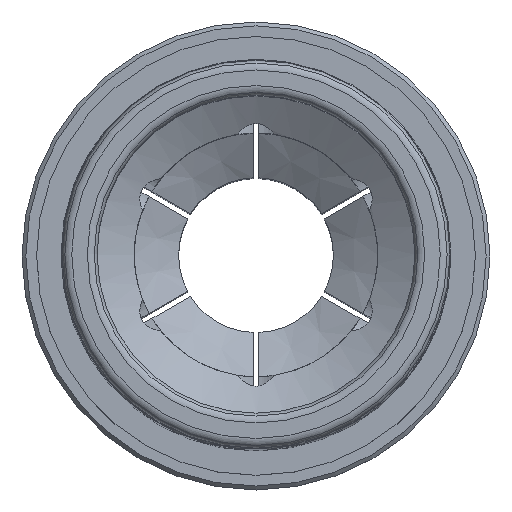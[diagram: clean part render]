
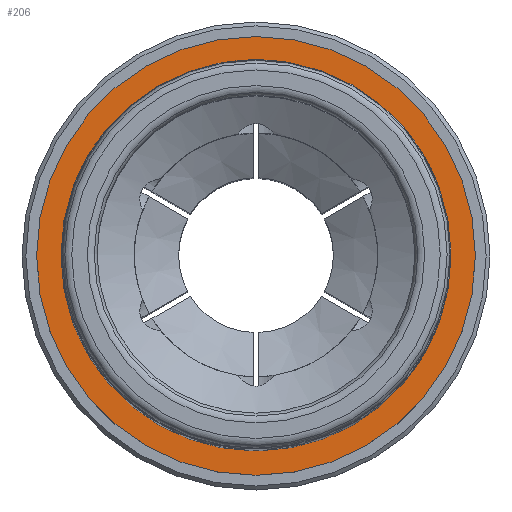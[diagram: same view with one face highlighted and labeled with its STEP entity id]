
A CAD part, top view. The second image highlights one B-rep face of the part: STEP entity #206.
In plain terms, the highlighted planar face has unit normal (0, 0, 1).
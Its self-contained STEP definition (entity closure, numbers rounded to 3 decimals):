
#206=ADVANCED_FACE('',(#496,#497),#249,.F.);
#249=PLANE('',#1476);
#286=LINE('',#1949,#382);
#289=LINE('',#1955,#385);
#293=LINE('',#1963,#389);
#294=LINE('',#1965,#390);
#300=LINE('',#2245,#396);
#315=LINE('',#2722,#411);
#316=LINE('',#2724,#412);
#317=LINE('',#2725,#413);
#318=LINE('',#2727,#414);
#319=LINE('',#2729,#415);
#320=LINE('',#2730,#416);
#321=LINE('',#2732,#417);
#322=LINE('',#2734,#418);
#323=LINE('',#2735,#419);
#324=LINE('',#2737,#420);
#325=LINE('',#2739,#421);
#326=LINE('',#2740,#422);
#327=LINE('',#2742,#423);
#382=VECTOR('',#1575,1.);
#385=VECTOR('',#1580,1.);
#389=VECTOR('',#1586,1.);
#390=VECTOR('',#1589,1.);
#396=VECTOR('',#1605,1.);
#411=VECTOR('',#1730,1.);
#412=VECTOR('',#1731,1.);
#413=VECTOR('',#1732,1.);
#414=VECTOR('',#1733,1.);
#415=VECTOR('',#1734,1.);
#416=VECTOR('',#1735,1.);
#417=VECTOR('',#1736,1.);
#418=VECTOR('',#1737,1.);
#419=VECTOR('',#1738,1.);
#420=VECTOR('',#1739,1.);
#421=VECTOR('',#1740,1.);
#422=VECTOR('',#1741,1.);
#423=VECTOR('',#1742,1.);
#496=FACE_BOUND('',#559,.T.);
#497=FACE_BOUND('',#560,.T.);
#559=EDGE_LOOP('',(#777));
#560=EDGE_LOOP('',(#778,#779,#780,#781,#782,#783,#784,#785,#786,#787,#788,
#789,#790,#791,#792,#793,#794,#795,#796,#797,#798,#799,#800,#801));
#777=ORIENTED_EDGE('',*,*,#1187,.T.);
#778=ORIENTED_EDGE('',*,*,#1245,.T.);
#779=ORIENTED_EDGE('',*,*,#1223,.T.);
#780=ORIENTED_EDGE('',*,*,#1181,.T.);
#781=ORIENTED_EDGE('',*,*,#1159,.T.);
#782=ORIENTED_EDGE('',*,*,#1163,.T.);
#783=ORIENTED_EDGE('',*,*,#1244,.T.);
#784=ORIENTED_EDGE('',*,*,#1164,.F.);
#785=ORIENTED_EDGE('',*,*,#1156,.F.);
#786=ORIENTED_EDGE('',*,*,#1246,.F.);
#787=ORIENTED_EDGE('',*,*,#1242,.T.);
#788=ORIENTED_EDGE('',*,*,#1247,.T.);
#789=ORIENTED_EDGE('',*,*,#1248,.T.);
#790=ORIENTED_EDGE('',*,*,#1249,.T.);
#791=ORIENTED_EDGE('',*,*,#1237,.T.);
#792=ORIENTED_EDGE('',*,*,#1250,.T.);
#793=ORIENTED_EDGE('',*,*,#1251,.T.);
#794=ORIENTED_EDGE('',*,*,#1252,.T.);
#795=ORIENTED_EDGE('',*,*,#1232,.T.);
#796=ORIENTED_EDGE('',*,*,#1253,.F.);
#797=ORIENTED_EDGE('',*,*,#1254,.F.);
#798=ORIENTED_EDGE('',*,*,#1255,.F.);
#799=ORIENTED_EDGE('',*,*,#1228,.T.);
#800=ORIENTED_EDGE('',*,*,#1256,.T.);
#801=ORIENTED_EDGE('',*,*,#1257,.T.);
#1013=VERTEX_POINT('',#1946);
#1014=VERTEX_POINT('',#1948);
#1015=VERTEX_POINT('',#1952);
#1016=VERTEX_POINT('',#1954);
#1019=VERTEX_POINT('',#1962);
#1020=VERTEX_POINT('',#1966);
#1033=VERTEX_POINT('',#2246);
#1037=VERTEX_POINT('',#2262);
#1069=VERTEX_POINT('',#2463);
#1073=VERTEX_POINT('',#2525);
#1074=VERTEX_POINT('',#2527);
#1077=VERTEX_POINT('',#2587);
#1078=VERTEX_POINT('',#2589);
#1082=VERTEX_POINT('',#2651);
#1083=VERTEX_POINT('',#2653);
#1087=VERTEX_POINT('',#2715);
#1088=VERTEX_POINT('',#2717);
#1089=VERTEX_POINT('',#2723);
#1090=VERTEX_POINT('',#2726);
#1091=VERTEX_POINT('',#2728);
#1092=VERTEX_POINT('',#2731);
#1093=VERTEX_POINT('',#2733);
#1094=VERTEX_POINT('',#2736);
#1095=VERTEX_POINT('',#2738);
#1096=VERTEX_POINT('',#2741);
#1156=EDGE_CURVE('',#1014,#1013,#286,.T.);
#1159=EDGE_CURVE('',#1015,#1016,#289,.T.);
#1163=EDGE_CURVE('',#1016,#1019,#293,.T.);
#1164=EDGE_CURVE('',#1013,#1020,#294,.T.);
#1181=EDGE_CURVE('',#1033,#1015,#300,.T.);
#1187=EDGE_CURVE('',#1037,#1037,#1327,.T.);
#1223=EDGE_CURVE('',#1069,#1033,#1352,.T.);
#1228=EDGE_CURVE('',#1074,#1073,#1353,.T.);
#1232=EDGE_CURVE('',#1078,#1077,#1354,.T.);
#1237=EDGE_CURVE('',#1083,#1082,#1355,.T.);
#1242=EDGE_CURVE('',#1088,#1087,#1356,.T.);
#1244=EDGE_CURVE('',#1019,#1020,#1357,.T.);
#1245=EDGE_CURVE('',#1089,#1069,#315,.T.);
#1246=EDGE_CURVE('',#1088,#1014,#316,.T.);
#1247=EDGE_CURVE('',#1087,#1090,#317,.T.);
#1248=EDGE_CURVE('',#1090,#1091,#318,.T.);
#1249=EDGE_CURVE('',#1091,#1083,#319,.T.);
#1250=EDGE_CURVE('',#1082,#1092,#320,.T.);
#1251=EDGE_CURVE('',#1092,#1093,#321,.T.);
#1252=EDGE_CURVE('',#1093,#1078,#322,.T.);
#1253=EDGE_CURVE('',#1094,#1077,#323,.T.);
#1254=EDGE_CURVE('',#1095,#1094,#324,.T.);
#1255=EDGE_CURVE('',#1074,#1095,#325,.T.);
#1256=EDGE_CURVE('',#1073,#1096,#326,.T.);
#1257=EDGE_CURVE('',#1096,#1089,#327,.T.);
#1327=CIRCLE('',#1423,11.25);
#1352=CIRCLE('',#1468,10.);
#1353=CIRCLE('',#1469,10.);
#1354=CIRCLE('',#1470,10.);
#1355=CIRCLE('',#1471,10.);
#1356=CIRCLE('',#1472,10.);
#1357=CIRCLE('',#1473,10.);
#1423=AXIS2_PLACEMENT_3D('',#2261,#1613,#1614);
#1468=AXIS2_PLACEMENT_3D('',#2462,#1705,#1706);
#1469=AXIS2_PLACEMENT_3D('',#2526,#1709,#1710);
#1470=AXIS2_PLACEMENT_3D('',#2588,#1713,#1714);
#1471=AXIS2_PLACEMENT_3D('',#2652,#1717,#1718);
#1472=AXIS2_PLACEMENT_3D('',#2716,#1721,#1722);
#1473=AXIS2_PLACEMENT_3D('',#2719,#1724,#1725);
#1476=AXIS2_PLACEMENT_3D('',#2743,#1743,#1744);
#1575=DIRECTION('',(1.,0.,0.));
#1580=DIRECTION('',(-0.5,-0.866,0.));
#1586=DIRECTION('',(-0.866,0.5,0.));
#1589=DIRECTION('',(0.,1.,0.));
#1605=DIRECTION('',(0.866,-0.5,0.));
#1613=DIRECTION('',(0.,0.,1.));
#1614=DIRECTION('',(-1.,0.,0.));
#1705=DIRECTION('',(0.,0.,-1.));
#1706=DIRECTION('',(-1.,0.,0.));
#1709=DIRECTION('',(0.,0.,-1.));
#1710=DIRECTION('',(-1.,0.,0.));
#1713=DIRECTION('',(0.,0.,-1.));
#1714=DIRECTION('',(-1.,0.,0.));
#1717=DIRECTION('',(0.,0.,-1.));
#1718=DIRECTION('',(-1.,0.,0.));
#1721=DIRECTION('',(0.,0.,-1.));
#1722=DIRECTION('',(-1.,0.,0.));
#1724=DIRECTION('',(0.,0.,-1.));
#1725=DIRECTION('',(-1.,0.,0.));
#1730=DIRECTION('',(-0.866,-0.5,0.));
#1731=DIRECTION('',(0.,-1.,0.));
#1732=DIRECTION('',(-0.866,-0.5,0.));
#1733=DIRECTION('',(-0.5,0.866,0.));
#1734=DIRECTION('',(0.866,0.5,0.));
#1735=DIRECTION('',(-0.866,0.5,0.));
#1736=DIRECTION('',(0.5,0.866,0.));
#1737=DIRECTION('',(0.866,-0.5,0.));
#1738=DIRECTION('',(0.,-1.,0.));
#1739=DIRECTION('',(-1.,0.,0.));
#1740=DIRECTION('',(0.,1.,0.));
#1741=DIRECTION('',(0.866,0.5,0.));
#1742=DIRECTION('',(0.5,-0.866,0.));
#1743=DIRECTION('',(0.,0.,-1.));
#1744=DIRECTION('',(1.,0.,0.));
#1946=CARTESIAN_POINT('',(0.15,-10.,0.));
#1948=CARTESIAN_POINT('',(-0.15,-10.,0.));
#1949=CARTESIAN_POINT('',(-0.15,-10.,0.));
#1952=CARTESIAN_POINT('',(8.735,-4.87,0.));
#1954=CARTESIAN_POINT('',(8.585,-5.13,0.));
#1955=CARTESIAN_POINT('',(8.735,-4.87,0.));
#1962=CARTESIAN_POINT('',(8.584,-5.129,0.));
#1963=CARTESIAN_POINT('',(8.585,-5.13,0.));
#1965=CARTESIAN_POINT('',(0.15,-10.,0.));
#1966=CARTESIAN_POINT('',(0.15,-9.999,0.));
#2245=CARTESIAN_POINT('',(8.431,-4.695,0.));
#2246=CARTESIAN_POINT('',(8.734,-4.87,0.));
#2261=CARTESIAN_POINT('',(0.,0.,0.));
#2262=CARTESIAN_POINT('',(-11.25,0.,0.));
#2462=CARTESIAN_POINT('',(0.,0.,0.));
#2463=CARTESIAN_POINT('',(8.734,4.87,0.));
#2525=CARTESIAN_POINT('',(8.584,5.129,0.));
#2526=CARTESIAN_POINT('',(0.,0.,0.));
#2527=CARTESIAN_POINT('',(0.15,9.999,0.));
#2587=CARTESIAN_POINT('',(-0.15,9.999,0.));
#2588=CARTESIAN_POINT('',(0.,0.,0.));
#2589=CARTESIAN_POINT('',(-8.584,5.129,0.));
#2651=CARTESIAN_POINT('',(-8.734,4.87,0.));
#2652=CARTESIAN_POINT('',(0.,0.,0.));
#2653=CARTESIAN_POINT('',(-8.734,-4.87,0.));
#2715=CARTESIAN_POINT('',(-8.584,-5.129,0.));
#2716=CARTESIAN_POINT('',(0.,0.,0.));
#2717=CARTESIAN_POINT('',(-0.15,-9.999,0.));
#2719=CARTESIAN_POINT('',(0.,0.,0.));
#2722=CARTESIAN_POINT('',(8.735,4.87,0.));
#2723=CARTESIAN_POINT('',(8.735,4.87,0.));
#2724=CARTESIAN_POINT('',(-0.15,-9.649,0.));
#2725=CARTESIAN_POINT('',(-8.281,-4.954,0.));
#2726=CARTESIAN_POINT('',(-8.585,-5.13,0.));
#2727=CARTESIAN_POINT('',(-8.585,-5.13,0.));
#2728=CARTESIAN_POINT('',(-8.735,-4.87,0.));
#2729=CARTESIAN_POINT('',(-8.735,-4.87,0.));
#2730=CARTESIAN_POINT('',(-8.431,4.695,0.));
#2731=CARTESIAN_POINT('',(-8.735,4.87,0.));
#2732=CARTESIAN_POINT('',(-8.735,4.87,0.));
#2733=CARTESIAN_POINT('',(-8.585,5.13,0.));
#2734=CARTESIAN_POINT('',(-8.585,5.13,0.));
#2735=CARTESIAN_POINT('',(-0.15,10.,0.));
#2736=CARTESIAN_POINT('',(-0.15,10.,0.));
#2737=CARTESIAN_POINT('',(0.15,10.,0.));
#2738=CARTESIAN_POINT('',(0.15,10.,0.));
#2739=CARTESIAN_POINT('',(0.15,9.649,0.));
#2740=CARTESIAN_POINT('',(8.281,4.954,0.));
#2741=CARTESIAN_POINT('',(8.585,5.13,0.));
#2742=CARTESIAN_POINT('',(8.585,5.13,0.));
#2743=CARTESIAN_POINT('',(0.,9.65,0.));
